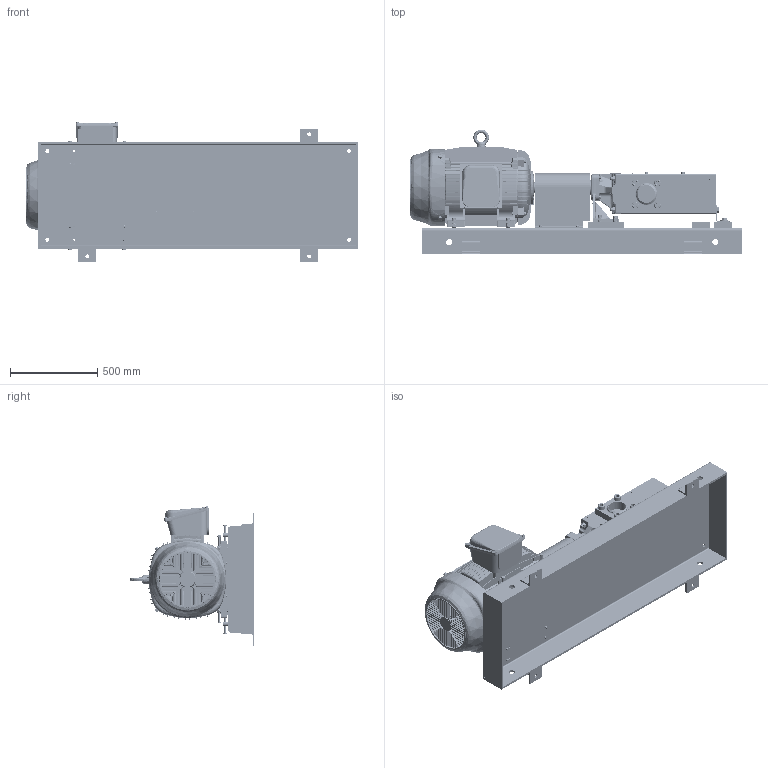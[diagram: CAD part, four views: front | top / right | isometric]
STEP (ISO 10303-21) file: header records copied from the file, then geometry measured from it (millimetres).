
FILE_DESCRIPTION (( 'STEP AP214' ), '1' );
FILE_NAME ('GPV-1460-013-U.STEP', '2016-09-27T19:01:17', ( '' ), ( '' ), 'SwSTEP 2.0', 'SolidWorks 2015', '' );
FILE_SCHEMA (( 'AUTOMOTIVE_DESIGN' ));
Length unit declared in the file: inch
Products named in the file (1): GPV-1460-013-U
Bounding box: 1900.31 x 713.49 x 800.92 mm (x, y, z)
Volume: 172805442.4 mm3; surface area: 10067556 mm2
Topology: 117 solids, 117 shells, 6194 faces, 15539 edges, 9960 vertices
Faces by surface type: plane 3578, cylinder 1149, bspline 716, cone 653, torus 72, sphere 26
Full cylindrical faces by diameter (mm): 3.175 x2, 6.35 x12, 7.937 x2, 7.938 x2, 8.731 x4, 9.525 x48, 10.716 x18, 11.139 x4, 11.146 x14, 11.6 x4, 12 x4, 12.7 x40, 13 x4, 13.487 x4, 13.492 x24, 13.894 x4, 14 x6, 14.287 x2, 14.288 x2, 15 x4, 15.875 x6, 16 x4, 16.5 x1, 17.4 x4, 17.45 x4, 17.462 x3, 17.463 x1, 17.526 x6, 19 x9, 19.05 x10
Entity records: 378286 total; most frequent: CARTESIAN_POINT 158025, ORIENTED_EDGE 29388, DIRECTION 25715, EDGE_CURVE 14694, VERTEX_POINT 9777, AXIS2_PLACEMENT_3D 8599, VECTOR 8517, LINE 8517
